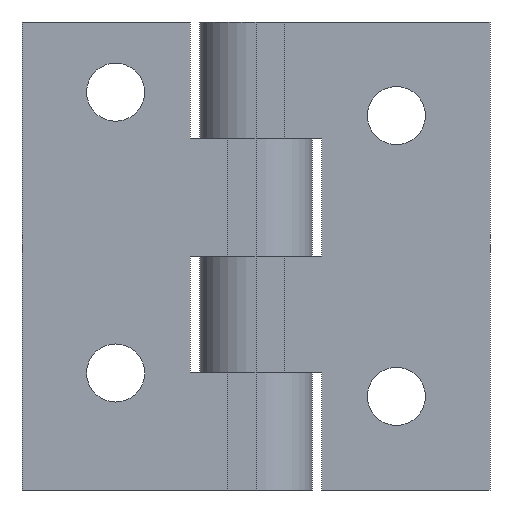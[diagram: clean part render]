
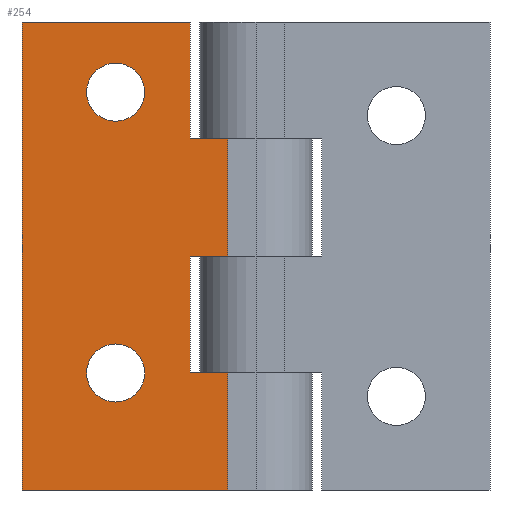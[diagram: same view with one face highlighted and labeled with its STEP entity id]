
A CAD part, front view. The second image highlights one B-rep face of the part: STEP entity #254.
In plain terms, the highlighted planar face has unit normal (0, -1, 0).
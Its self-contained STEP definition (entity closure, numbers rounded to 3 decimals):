
#254 = ADVANCED_FACE( '', ( #506, #507, #508 ), #509, .F. );
#506 = FACE_BOUND( '', #764, .T. );
#507 = FACE_BOUND( '', #765, .T. );
#508 = FACE_OUTER_BOUND( '', #766, .T. );
#509 = PLANE( '', #767 );
#764 = EDGE_LOOP( '', ( #1253 ) );
#765 = EDGE_LOOP( '', ( #1254 ) );
#766 = EDGE_LOOP( '', ( #1255, #1256, #1257, #1258, #1259, #1260, #1261, #1262, #1263, #1264 ) );
#767 = AXIS2_PLACEMENT_3D( '', #1265, #1266, #1267 );
#1253 = ORIENTED_EDGE( '', *, *, #1555, .F. );
#1254 = ORIENTED_EDGE( '', *, *, #1548, .F. );
#1255 = ORIENTED_EDGE( '', *, *, #1606, .F. );
#1256 = ORIENTED_EDGE( '', *, *, #1565, .F. );
#1257 = ORIENTED_EDGE( '', *, *, #1678, .F. );
#1258 = ORIENTED_EDGE( '', *, *, #1563, .F. );
#1259 = ORIENTED_EDGE( '', *, *, #1679, .F. );
#1260 = ORIENTED_EDGE( '', *, *, #1530, .F. );
#1261 = ORIENTED_EDGE( '', *, *, #1550, .F. );
#1262 = ORIENTED_EDGE( '', *, *, #1627, .T. );
#1263 = ORIENTED_EDGE( '', *, *, #1620, .T. );
#1264 = ORIENTED_EDGE( '', *, *, #1504, .F. );
#1265 = CARTESIAN_POINT( '', ( -25., -6.5, 25. ) );
#1266 = DIRECTION( '', ( 0., 1., 0. ) );
#1267 = DIRECTION( '', ( 0., 0., 1. ) );
#1504 = EDGE_CURVE( '', #1770, #1773, #1774, .T. );
#1530 = EDGE_CURVE( '', #1819, #1820, #1821, .T. );
#1548 = EDGE_CURVE( '', #1848, #1848, #1849, .T. );
#1550 = EDGE_CURVE( '', #1851, #1819, #1852, .T. );
#1555 = EDGE_CURVE( '', #1859, #1859, #1860, .T. );
#1563 = EDGE_CURVE( '', #1872, #1868, #1874, .T. );
#1565 = EDGE_CURVE( '', #1876, #1877, #1878, .T. );
#1606 = EDGE_CURVE( '', #1877, #1770, #1937, .T. );
#1620 = EDGE_CURVE( '', #1960, #1773, #1961, .T. );
#1627 = EDGE_CURVE( '', #1851, #1960, #1970, .T. );
#1678 = EDGE_CURVE( '', #1868, #1876, #2045, .T. );
#1679 = EDGE_CURVE( '', #1820, #1872, #2046, .T. );
#1770 = VERTEX_POINT( '', #2153 );
#1773 = VERTEX_POINT( '', #2157 );
#1774 = LINE( '', #2158, #2159 );
#1819 = VERTEX_POINT( '', #2220 );
#1820 = VERTEX_POINT( '', #2221 );
#1821 = LINE( '', #2222, #2223 );
#1848 = VERTEX_POINT( '', #2259 );
#1849 = CIRCLE( '', #2260, 3.1 );
#1851 = VERTEX_POINT( '', #2262 );
#1852 = LINE( '', #2263, #2264 );
#1859 = VERTEX_POINT( '', #2274 );
#1860 = CIRCLE( '', #2275, 3.1 );
#1868 = VERTEX_POINT( '', #2283 );
#1872 = VERTEX_POINT( '', #2289 );
#1874 = LINE( '', #2292, #2293 );
#1876 = VERTEX_POINT( '', #2295 );
#1877 = VERTEX_POINT( '', #2296 );
#1878 = LINE( '', #2297, #2298 );
#1937 = LINE( '', #2380, #2381 );
#1960 = VERTEX_POINT( '', #2413 );
#1961 = LINE( '', #2414, #2415 );
#1970 = LINE( '', #2428, #2429 );
#2045 = LINE( '', #2537, #2538 );
#2046 = LINE( '', #2539, #2540 );
#2153 = CARTESIAN_POINT( '', ( -3., -6.5, -12.5 ) );
#2157 = CARTESIAN_POINT( '', ( -3., -6.5, -25. ) );
#2158 = CARTESIAN_POINT( '', ( -3., -6.5, 25. ) );
#2159 = VECTOR( '', #2639, 1000. );
#2220 = CARTESIAN_POINT( '', ( -7., -6.5, 25. ) );
#2221 = CARTESIAN_POINT( '', ( -7., -6.5, 12.5 ) );
#2222 = CARTESIAN_POINT( '', ( -7., -6.5, 25. ) );
#2223 = VECTOR( '', #2668, 1000. );
#2259 = CARTESIAN_POINT( '', ( -15., -6.5, 14.4 ) );
#2260 = AXIS2_PLACEMENT_3D( '', #2687, #2688, #2689 );
#2262 = CARTESIAN_POINT( '', ( -25., -6.5, 25. ) );
#2263 = CARTESIAN_POINT( '', ( -25., -6.5, 25. ) );
#2264 = VECTOR( '', #2690, 1000. );
#2274 = CARTESIAN_POINT( '', ( -15., -6.5, -15.6 ) );
#2275 = AXIS2_PLACEMENT_3D( '', #2694, #2695, #2696 );
#2283 = CARTESIAN_POINT( '', ( -3., -6.5, 0. ) );
#2289 = CARTESIAN_POINT( '', ( -3., -6.5, 12.5 ) );
#2292 = CARTESIAN_POINT( '', ( -3., -6.5, 25. ) );
#2293 = VECTOR( '', #2706, 1000. );
#2295 = CARTESIAN_POINT( '', ( -7., -6.5, 0. ) );
#2296 = CARTESIAN_POINT( '', ( -7., -6.5, -12.5 ) );
#2297 = CARTESIAN_POINT( '', ( -7., -6.5, 25. ) );
#2298 = VECTOR( '', #2707, 1000. );
#2380 = CARTESIAN_POINT( '', ( -25., -6.5, -12.5 ) );
#2381 = VECTOR( '', #2746, 1000. );
#2413 = CARTESIAN_POINT( '', ( -25., -6.5, -25. ) );
#2414 = CARTESIAN_POINT( '', ( -25., -6.5, -25. ) );
#2415 = VECTOR( '', #2765, 1000. );
#2428 = CARTESIAN_POINT( '', ( -25., -6.5, 25. ) );
#2429 = VECTOR( '', #2770, 1000. );
#2537 = CARTESIAN_POINT( '', ( -25., -6.5, 0. ) );
#2538 = VECTOR( '', #2813, 1000. );
#2539 = CARTESIAN_POINT( '', ( -25., -6.5, 12.5 ) );
#2540 = VECTOR( '', #2814, 1000. );
#2639 = DIRECTION( '', ( 0., 0., -1. ) );
#2668 = DIRECTION( '', ( 0., 0., -1. ) );
#2687 = CARTESIAN_POINT( '', ( -15., -6.5, 17.5 ) );
#2688 = DIRECTION( '', ( 0., -1., 0. ) );
#2689 = DIRECTION( '', ( 0., 0., -1. ) );
#2690 = DIRECTION( '', ( 1., 0., 0. ) );
#2694 = CARTESIAN_POINT( '', ( -15., -6.5, -12.5 ) );
#2695 = DIRECTION( '', ( 0., -1., 0. ) );
#2696 = DIRECTION( '', ( 0., 0., -1. ) );
#2706 = DIRECTION( '', ( 0., 0., -1. ) );
#2707 = DIRECTION( '', ( 0., 0., -1. ) );
#2746 = DIRECTION( '', ( 1., 0., 0. ) );
#2765 = DIRECTION( '', ( 1., 0., 0. ) );
#2770 = DIRECTION( '', ( 0., 0., -1. ) );
#2813 = DIRECTION( '', ( -1., 0., 0. ) );
#2814 = DIRECTION( '', ( 1., 0., 0. ) );
